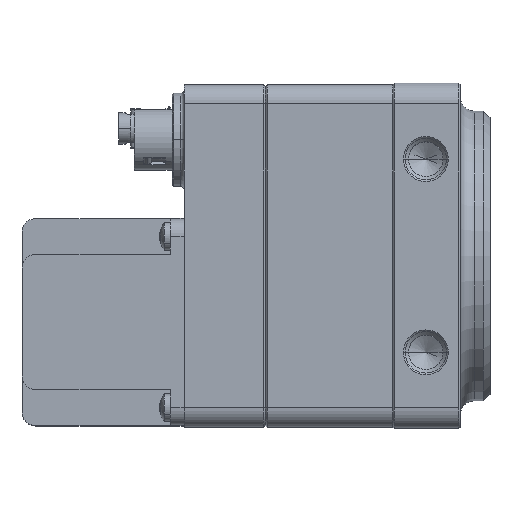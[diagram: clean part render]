
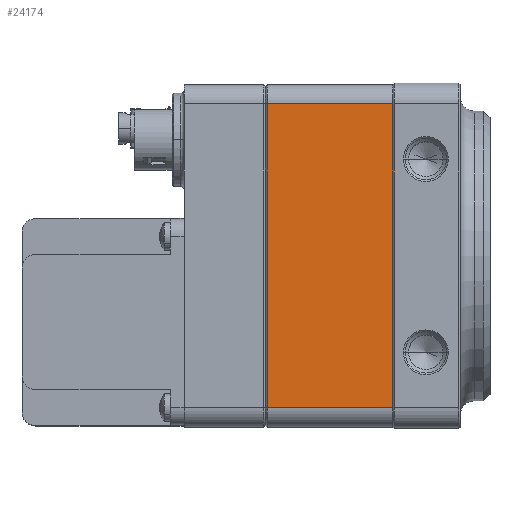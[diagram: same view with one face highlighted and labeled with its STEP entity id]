
A CAD part, top view. The second image highlights one B-rep face of the part: STEP entity #24174.
In plain terms, the highlighted face is planar.
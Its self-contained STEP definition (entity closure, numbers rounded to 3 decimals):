
#23619=DIRECTION('',(0.,0.,-1.));
#23620=VECTOR('',#23619,44.);
#23621=CARTESIAN_POINT('',(0.,-24.8,22.));
#23622=LINE('',#23621,#23620);
#23838=DIRECTION('',(0.,0.,-1.));
#23839=VECTOR('',#23838,44.);
#23840=CARTESIAN_POINT('',(18.15,-24.8,
22.));
#23841=LINE('',#23840,#23839);
#23845=DIRECTION('',(-1.,0.,0.));
#23846=VECTOR('',#23845,18.15);
#23847=CARTESIAN_POINT('',(18.15,-24.8,
-22.));
#23848=LINE('',#23847,#23846);
#23852=DIRECTION('',(-1.,0.,0.));
#23853=VECTOR('',#23852,18.15);
#23854=CARTESIAN_POINT('',(18.15,-24.8,
22.));
#23855=LINE('',#23854,#23853);
#23892=CARTESIAN_POINT('',(0.,-24.8,22.));
#23894=VERTEX_POINT('',#23892);
#23897=CARTESIAN_POINT('',(0.,-24.8,-22.));
#23899=VERTEX_POINT('',#23897);
#23914=CARTESIAN_POINT('',(18.15,-24.8,22.));
#23915=VERTEX_POINT('',#23914);
#23918=CARTESIAN_POINT('',(18.15,-24.8,
-22.));
#23919=VERTEX_POINT('',#23918);
#24162=CARTESIAN_POINT('',(0.,-24.8,24.8));
#24163=DIRECTION('',(0.,-1.,0.));
#24164=DIRECTION('',(0.,0.,-1.));
#24165=AXIS2_PLACEMENT_3D('',#24162,#24163,#24164);
#24166=PLANE('',#24165);
#24167=ORIENTED_EDGE('',*,*,#24049,.T.);
#24168=ORIENTED_EDGE('',*,*,#24157,.T.);
#24169=ORIENTED_EDGE('',*,*,#23947,.F.);
#24171=ORIENTED_EDGE('',*,*,#24170,.F.);
#24172=EDGE_LOOP('',(#24167,#24168,#24169,#24171));
#24173=FACE_OUTER_BOUND('',#24172,.F.);
#24174=ADVANCED_FACE('',(#24173),#24166,.T.);
#23947=EDGE_CURVE('',#23894,#23899,#23622,.T.);
#24049=EDGE_CURVE('',#23915,#23919,#23841,.T.);
#24157=EDGE_CURVE('',#23919,#23899,#23848,.T.);
#24170=EDGE_CURVE('',#23915,#23894,#23855,.T.);
